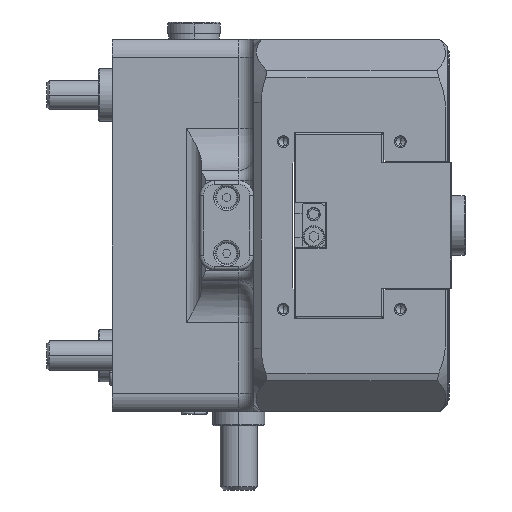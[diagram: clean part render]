
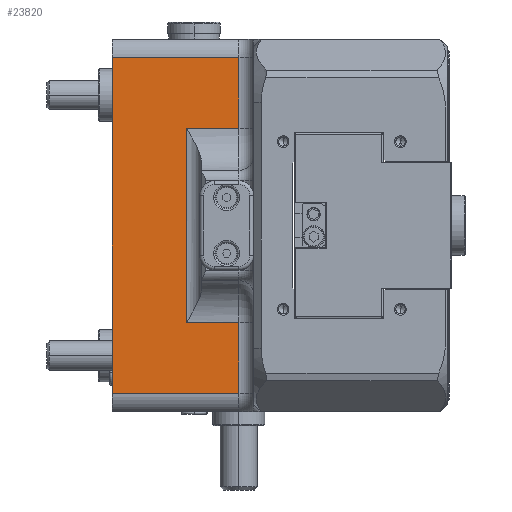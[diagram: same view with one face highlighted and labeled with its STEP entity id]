
A CAD part, left-side view. The second image highlights one B-rep face of the part: STEP entity #23820.
In plain terms, the highlighted planar face has unit normal (-1, 0, 0).
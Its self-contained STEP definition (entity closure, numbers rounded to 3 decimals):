
#104 = ORIENTED_EDGE ( 'NONE', *, *, #50493, .F. ) ;
#884 = LINE ( 'NONE', #48454, #27733 ) ;
#3711 = DIRECTION ( 'NONE',  ( 1., 0., 0. ) ) ;
#4457 = VERTEX_POINT ( 'NONE', #12847 ) ;
#5232 = CARTESIAN_POINT ( 'NONE',  ( -77., 57., 45.075 ) ) ;
#7676 = CARTESIAN_POINT ( 'NONE',  ( -77., 71., 26.051 ) ) ;
#7957 = VERTEX_POINT ( 'NONE', #23985 ) ;
#8790 = DIRECTION ( 'NONE',  ( 0., 0., 1. ) ) ;
#9068 = EDGE_CURVE ( 'NONE', #37237, #23535, #35909, .T. ) ;
#9928 = VERTEX_POINT ( 'NONE', #33808 ) ;
#10154 = LINE ( 'NONE', #63494, #40562 ) ;
#12847 = CARTESIAN_POINT ( 'NONE',  ( -77., 57., -26.051 ) ) ;
#13026 = DIRECTION ( 'NONE',  ( 0., 0., 1. ) ) ;
#14868 = VERTEX_POINT ( 'NONE', #54138 ) ;
#15169 = EDGE_CURVE ( 'NONE', #46342, #56914, #10154, .T. ) ;
#15212 = VECTOR ( 'NONE', #27858, 1000. ) ;
#19016 = DIRECTION ( 'NONE',  ( 0., 0., -1. ) ) ;
#20970 = CARTESIAN_POINT ( 'NONE',  ( -77., 71., -26.051 ) ) ;
#23050 = EDGE_CURVE ( 'NONE', #14868, #4457, #35289, .T. ) ;
#23535 = VERTEX_POINT ( 'NONE', #5232 ) ;
#23820 = ADVANCED_FACE ( 'NONE', ( #51255 ), #71824, .F. ) ;
#23985 = CARTESIAN_POINT ( 'NONE',  ( -77., 91., -45.075 ) ) ;
#24349 = VECTOR ( 'NONE', #34743, 1000. ) ;
#25127 = EDGE_CURVE ( 'NONE', #23535, #9928, #37732, .T. ) ;
#25780 = ORIENTED_EDGE ( 'NONE', *, *, #48374, .T. ) ;
#25956 = ORIENTED_EDGE ( 'NONE', *, *, #15169, .T. ) ;
#26473 = EDGE_CURVE ( 'NONE', #9928, #7957, #46597, .T. ) ;
#27343 = EDGE_CURVE ( 'NONE', #56914, #37237, #34017, .T. ) ;
#27733 = VECTOR ( 'NONE', #38292, 1000. ) ;
#27858 = DIRECTION ( 'NONE',  ( 0., -1., 0. ) ) ;
#29107 = DIRECTION ( 'NONE',  ( 0., -1., 0. ) ) ;
#29377 = ORIENTED_EDGE ( 'NONE', *, *, #9068, .T. ) ;
#31335 = VECTOR ( 'NONE', #29107, 1000. ) ;
#31475 = VECTOR ( 'NONE', #19016, 1000. ) ;
#33569 = CARTESIAN_POINT ( 'NONE',  ( -77., 144.007, 26.051 ) ) ;
#33657 = AXIS2_PLACEMENT_3D ( 'NONE', #37966, #3711, #43679 ) ;
#33808 = CARTESIAN_POINT ( 'NONE',  ( -77., 91., 45.075 ) ) ;
#34017 = LINE ( 'NONE', #33569, #15212 ) ;
#34743 = DIRECTION ( 'NONE',  ( 0., 1., 0. ) ) ;
#34839 = CARTESIAN_POINT ( 'NONE',  ( -77., 53., -45.075 ) ) ;
#35289 = LINE ( 'NONE', #65930, #46853 ) ;
#35909 = LINE ( 'NONE', #69945, #49277 ) ;
#37237 = VERTEX_POINT ( 'NONE', #51451 ) ;
#37732 = LINE ( 'NONE', #51982, #24349 ) ;
#37966 = CARTESIAN_POINT ( 'NONE',  ( -77., 91., 50. ) ) ;
#38292 = DIRECTION ( 'NONE',  ( 0., -1., 0. ) ) ;
#40562 = VECTOR ( 'NONE', #63258, 1000. ) ;
#43679 = DIRECTION ( 'NONE',  ( 0., 1., 0. ) ) ;
#44666 = LINE ( 'NONE', #34839, #31335 ) ;
#46342 = VERTEX_POINT ( 'NONE', #20970 ) ;
#46525 = ORIENTED_EDGE ( 'NONE', *, *, #23050, .T. ) ;
#46597 = LINE ( 'NONE', #53229, #31475 ) ;
#46853 = VECTOR ( 'NONE', #8790, 1000. ) ;
#48374 = EDGE_CURVE ( 'NONE', #7957, #14868, #44666, .T. ) ;
#48454 = CARTESIAN_POINT ( 'NONE',  ( -77., 144.007, -26.051 ) ) ;
#49277 = VECTOR ( 'NONE', #13026, 1000. ) ;
#50493 = EDGE_CURVE ( 'NONE', #46342, #4457, #884, .T. ) ;
#51255 = FACE_OUTER_BOUND ( 'NONE', #51861, .T. ) ;
#51451 = CARTESIAN_POINT ( 'NONE',  ( -77., 57., 26.051 ) ) ;
#51861 = EDGE_LOOP ( 'NONE', ( #64600, #25780, #46525, #104, #25956, #57145, #29377, #70220 ) ) ;
#51982 = CARTESIAN_POINT ( 'NONE',  ( -77., 91., 45.075 ) ) ;
#53229 = CARTESIAN_POINT ( 'NONE',  ( -77., 91., 50. ) ) ;
#54138 = CARTESIAN_POINT ( 'NONE',  ( -77., 57., -45.075 ) ) ;
#56914 = VERTEX_POINT ( 'NONE', #7676 ) ;
#57145 = ORIENTED_EDGE ( 'NONE', *, *, #27343, .T. ) ;
#63258 = DIRECTION ( 'NONE',  ( 0., 0., 1. ) ) ;
#63494 = CARTESIAN_POINT ( 'NONE',  ( -77., 71., -50. ) ) ;
#64600 = ORIENTED_EDGE ( 'NONE', *, *, #26473, .T. ) ;
#65930 = CARTESIAN_POINT ( 'NONE',  ( -77., 57., -26.051 ) ) ;
#69945 = CARTESIAN_POINT ( 'NONE',  ( -77., 57., 45.075 ) ) ;
#70220 = ORIENTED_EDGE ( 'NONE', *, *, #25127, .T. ) ;
#71824 = PLANE ( 'NONE',  #33657 ) ;
